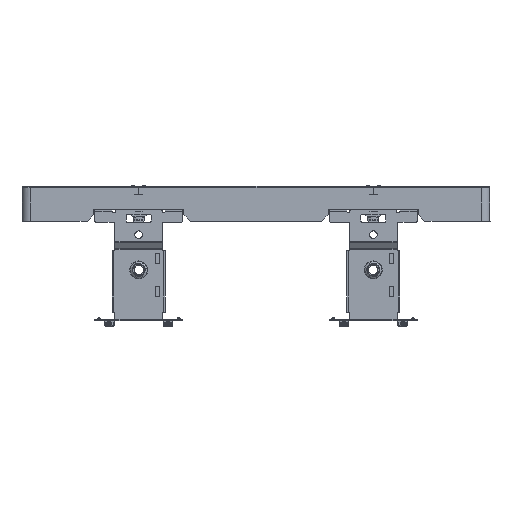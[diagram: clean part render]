
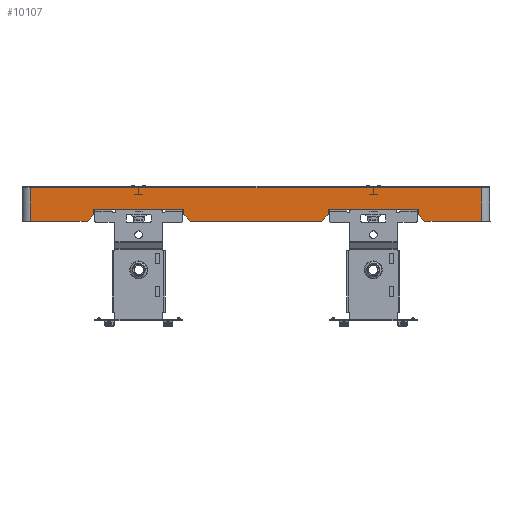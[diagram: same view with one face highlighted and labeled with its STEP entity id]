
A CAD part, left-side view. The second image highlights one B-rep face of the part: STEP entity #10107.
In plain terms, the highlighted planar face has unit normal (-1, 0, 0.009).
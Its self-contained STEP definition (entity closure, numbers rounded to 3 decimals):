
#2690=DIRECTION('',(0.,1.,0.));
#2691=VECTOR('',#2690,77.);
#2692=CARTESIAN_POINT('',(-585.413,61.5,-10.));
#2693=LINE('',#2692,#2691);
#2844=DIRECTION('',(0.,1.,0.));
#2845=VECTOR('',#2844,77.);
#2846=CARTESIAN_POINT('',(-585.413,-138.5,-10.));
#2847=LINE('',#2846,#2845);
#2974=DIRECTION('',(0.009,0.,1.));
#2975=VECTOR('',#2974,4.5);
#2976=CARTESIAN_POINT('',(-585.452,-138.5,-14.5));
#2977=LINE('',#2976,#2975);
#2986=DIRECTION('',(-0.009,0.009,-1.));
#2987=VECTOR('',#2986,28.515);
#2988=CARTESIAN_POINT('',(-585.251,192.251,8.513));
#2989=LINE('',#2988,#2987);
#2990=DIRECTION('',(0.009,0.009,1.));
#2991=VECTOR('',#2990,28.515);
#2992=CARTESIAN_POINT('',(-585.5,-192.5,
-20.));
#2993=LINE('',#2992,#2991);
#2994=DIRECTION('',(0.,-1.,0.));
#2995=VECTOR('',#2994,48.5);
#2996=CARTESIAN_POINT('',(-585.5,-144.,-20.));
#2997=LINE('',#2996,#2995);
#2998=DIRECTION('',(-0.006,-0.707,-0.707));
#2999=VECTOR('',#2998,7.778);
#3000=CARTESIAN_POINT('',(-585.452,-138.5,-14.5));
#3001=LINE('',#3000,#2999);
#3002=DIRECTION('',(0.006,-0.707,0.707));
#3003=VECTOR('',#3002,7.778);
#3004=CARTESIAN_POINT('',(-585.5,-56.,-20.));
#3005=LINE('',#3004,#3003);
#3006=DIRECTION('',(0.,-1.,0.));
#3007=VECTOR('',#3006,56.);
#3008=CARTESIAN_POINT('',(-585.5,0.,-20.));
#3009=LINE('',#3008,#3007);
#3010=DIRECTION('',(0.,-1.,0.));
#3011=VECTOR('',#3010,56.);
#3012=CARTESIAN_POINT('',(-585.5,56.,-20.));
#3013=LINE('',#3012,#3011);
#3014=DIRECTION('',(-0.006,-0.707,-0.707));
#3015=VECTOR('',#3014,7.778);
#3016=CARTESIAN_POINT('',(-585.452,61.5,-14.5));
#3017=LINE('',#3016,#3015);
#3018=DIRECTION('',(0.006,-0.707,0.707));
#3019=VECTOR('',#3018,7.778);
#3020=CARTESIAN_POINT('',(-585.5,144.,-20.));
#3021=LINE('',#3020,#3019);
#3022=DIRECTION('',(0.,-1.,0.));
#3023=VECTOR('',#3022,48.5);
#3024=CARTESIAN_POINT('',(-585.5,192.5,
-20.));
#3025=LINE('',#3024,#3023);
#3056=DIRECTION('',(0.,-1.,0.));
#3057=VECTOR('',#3056,384.503);
#3058=CARTESIAN_POINT('',(-585.251,192.251,8.513));
#3059=LINE('',#3058,#3057);
#3106=DIRECTION('',(-0.009,0.,-1.));
#3107=VECTOR('',#3106,4.5);
#3108=CARTESIAN_POINT('',(-585.413,-61.5,-10.));
#3109=LINE('',#3108,#3107);
#3134=DIRECTION('',(0.009,0.,1.));
#3135=VECTOR('',#3134,4.5);
#3136=CARTESIAN_POINT('',(-585.452,61.5,-14.5));
#3137=LINE('',#3136,#3135);
#3142=DIRECTION('',(-0.009,0.,-1.));
#3143=VECTOR('',#3142,4.5);
#3144=CARTESIAN_POINT('',(-585.413,138.5,-10.));
#3145=LINE('',#3144,#3143);
#5437=CARTESIAN_POINT('',(-585.251,-192.251,
8.513));
#5438=VERTEX_POINT('',#5437);
#5443=CARTESIAN_POINT('',(-585.251,192.251,8.513));
#5445=VERTEX_POINT('',#5443);
#5447=CARTESIAN_POINT('',(-585.5,192.5,
-20.));
#5448=VERTEX_POINT('',#5447);
#5449=CARTESIAN_POINT('',(-585.5,144.,-20.));
#5450=VERTEX_POINT('',#5449);
#5451=CARTESIAN_POINT('',(-585.452,138.5,-14.5));
#5452=VERTEX_POINT('',#5451);
#5453=CARTESIAN_POINT('',(-585.413,138.5,-10.));
#5454=VERTEX_POINT('',#5453);
#5455=CARTESIAN_POINT('',(-585.413,61.5,-10.));
#5456=VERTEX_POINT('',#5455);
#5457=CARTESIAN_POINT('',(-585.452,61.5,-14.5));
#5458=VERTEX_POINT('',#5457);
#5459=CARTESIAN_POINT('',(-585.5,56.,-20.));
#5460=VERTEX_POINT('',#5459);
#5461=CARTESIAN_POINT('',(-585.5,0.,-20.));
#5462=VERTEX_POINT('',#5461);
#5463=CARTESIAN_POINT('',(-585.5,-56.,-20.));
#5464=VERTEX_POINT('',#5463);
#5465=CARTESIAN_POINT('',(-585.452,-61.5,-14.5));
#5466=VERTEX_POINT('',#5465);
#5467=CARTESIAN_POINT('',(-585.413,-61.5,-10.));
#5468=VERTEX_POINT('',#5467);
#5469=CARTESIAN_POINT('',(-585.413,-138.5,-10.));
#5470=VERTEX_POINT('',#5469);
#5471=CARTESIAN_POINT('',(-585.452,-138.5,-14.5));
#5472=VERTEX_POINT('',#5471);
#5473=CARTESIAN_POINT('',(-585.5,-144.,-20.));
#5474=VERTEX_POINT('',#5473);
#5475=CARTESIAN_POINT('',(-585.5,-192.5,
-20.));
#5476=VERTEX_POINT('',#5475);
#10071=CARTESIAN_POINT('',(-585.5,0.,-20.));
#10072=DIRECTION('',(-1.,0.,0.009));
#10073=DIRECTION('',(0.,1.,0.));
#10074=AXIS2_PLACEMENT_3D('',#10071,#10072,#10073);
#10075=PLANE('',#10074);
#10077=ORIENTED_EDGE('',*,*,#10076,.F.);
#10079=ORIENTED_EDGE('',*,*,#10078,.T.);
#10081=ORIENTED_EDGE('',*,*,#10080,.F.);
#10082=ORIENTED_EDGE('',*,*,#7925,.F.);
#10084=ORIENTED_EDGE('',*,*,#10083,.F.);
#10085=ORIENTED_EDGE('',*,*,#10062,.T.);
#10086=ORIENTED_EDGE('',*,*,#9958,.T.);
#10088=ORIENTED_EDGE('',*,*,#10087,.T.);
#10090=ORIENTED_EDGE('',*,*,#10089,.F.);
#10092=ORIENTED_EDGE('',*,*,#10091,.F.);
#10094=ORIENTED_EDGE('',*,*,#10093,.F.);
#10096=ORIENTED_EDGE('',*,*,#10095,.F.);
#10098=ORIENTED_EDGE('',*,*,#10097,.T.);
#10099=ORIENTED_EDGE('',*,*,#9850,.T.);
#10101=ORIENTED_EDGE('',*,*,#10100,.T.);
#10103=ORIENTED_EDGE('',*,*,#10102,.F.);
#10104=ORIENTED_EDGE('',*,*,#8067,.F.);
#10105=EDGE_LOOP('',(#10077,#10079,#10081,#10082,#10084,#10085,#10086,#10088,
#10090,#10092,#10094,#10096,#10098,#10099,#10101,#10103,#10104));
#10106=FACE_OUTER_BOUND('',#10105,.F.);
#10107=ADVANCED_FACE('',(#10106),#10075,.T.);
#7925=EDGE_CURVE('',#5474,#5476,#2997,.T.);
#8067=EDGE_CURVE('',#5448,#5450,#3025,.T.);
#9850=EDGE_CURVE('',#5456,#5454,#2693,.T.);
#9958=EDGE_CURVE('',#5470,#5468,#2847,.T.);
#10062=EDGE_CURVE('',#5472,#5470,#2977,.T.);
#10076=EDGE_CURVE('',#5445,#5448,#2989,.T.);
#10078=EDGE_CURVE('',#5445,#5438,#3059,.T.);
#10080=EDGE_CURVE('',#5476,#5438,#2993,.T.);
#10083=EDGE_CURVE('',#5472,#5474,#3001,.T.);
#10087=EDGE_CURVE('',#5468,#5466,#3109,.T.);
#10089=EDGE_CURVE('',#5464,#5466,#3005,.T.);
#10091=EDGE_CURVE('',#5462,#5464,#3009,.T.);
#10093=EDGE_CURVE('',#5460,#5462,#3013,.T.);
#10095=EDGE_CURVE('',#5458,#5460,#3017,.T.);
#10097=EDGE_CURVE('',#5458,#5456,#3137,.T.);
#10100=EDGE_CURVE('',#5454,#5452,#3145,.T.);
#10102=EDGE_CURVE('',#5450,#5452,#3021,.T.);
